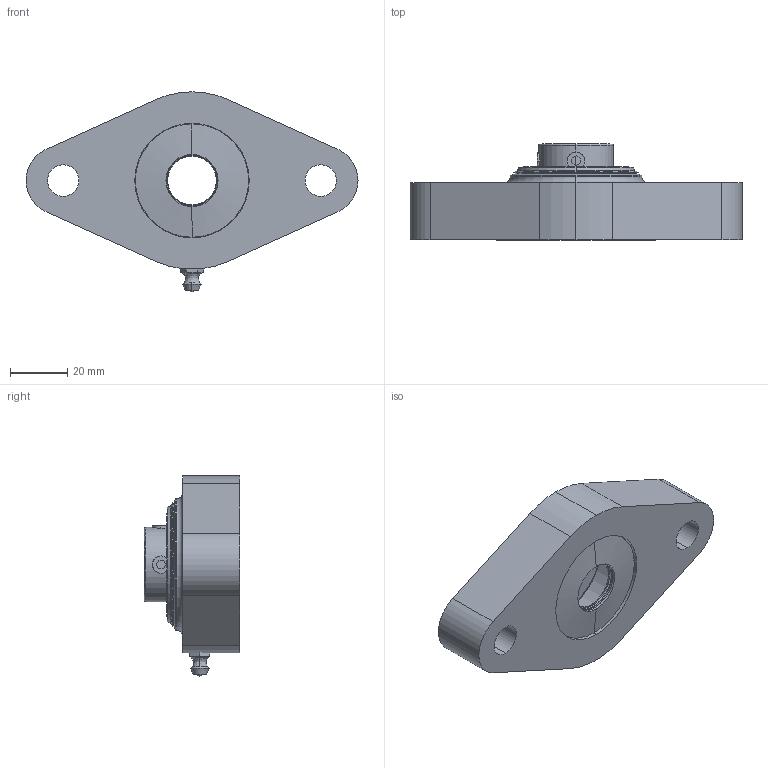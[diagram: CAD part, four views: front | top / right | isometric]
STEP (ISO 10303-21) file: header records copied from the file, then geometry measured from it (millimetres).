
FILE_DESCRIPTION (( 'STEP AP214' ), '1' );
FILE_NAME ('Rexnord-UCFL- SUCFL- HCFL- SHCFL-SUCFL 203 C-640982.STEP', '2018-12-19T05:37:08', ( '' ), ( '' ), 'SwSTEP 2.0', 'SolidWorks 2018', '' );
FILE_SCHEMA (( 'AUTOMOTIVE_DESIGN' ));
Length unit declared in the file: millimetre
Products named in the file (4): NIPPLE; HUB; Rexnord-UCFL- SUCFL- HCFL- SHCFL-SUCFL 203 C-640982; BEARING
Assembly tree (3 placements, depth 2):
  Rexnord-UCFL- SUCFL- HCFL- SHCFL-SUCFL 203 C-640982
    HUB
    BEARING
    NIPPLE
Bounding box: 116 x 33.5 x 70 mm (x, y, z)
Volume: 81313.7 mm3; surface area: 25766.2 mm2
Topology: 4 solids, 4 shells, 131 faces, 289 edges, 178 vertices
Faces by surface type: cylinder 48, plane 40, cone 26, torus 14, bspline 3
Entity records: 4692 total; most frequent: CARTESIAN_POINT 913, DIRECTION 669, ORIENTED_EDGE 578, EDGE_CURVE 289, AXIS2_PLACEMENT_3D 274, VERTEX_POINT 178, EDGE_LOOP 153, CIRCLE 140
